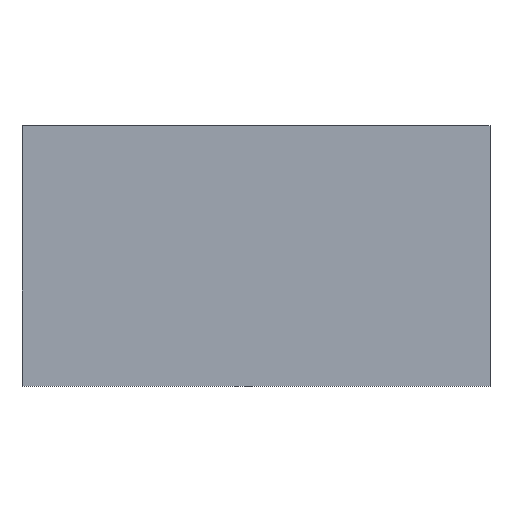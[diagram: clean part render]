
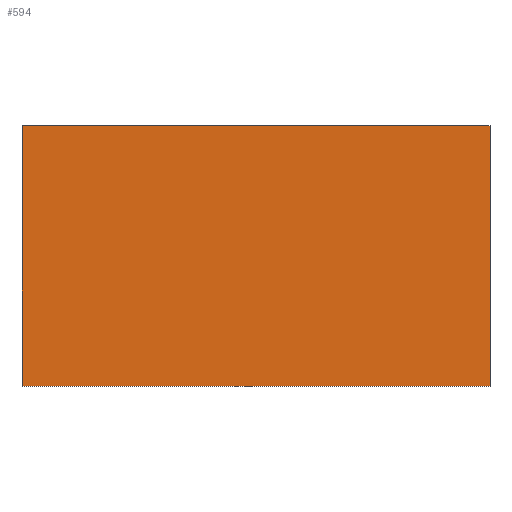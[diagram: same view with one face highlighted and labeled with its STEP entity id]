
A CAD part, top view. The second image highlights one B-rep face of the part: STEP entity #594.
In plain terms, the highlighted planar face has unit normal (0, 0, 1).
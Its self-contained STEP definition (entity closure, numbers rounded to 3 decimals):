
#28=FACE_OUTER_BOUND('',#58,.T.);
#58=EDGE_LOOP('',(#455,#456,#457,#458));
#122=LINE('',#900,#206);
#126=LINE('',#909,#210);
#127=LINE('',#910,#211);
#128=LINE('',#911,#212);
#206=VECTOR('',#730,10.);
#210=VECTOR('',#736,10.);
#211=VECTOR('',#737,10.);
#212=VECTOR('',#738,10.);
#279=VERTEX_POINT('',#898);
#280=VERTEX_POINT('',#899);
#283=VERTEX_POINT('',#907);
#284=VERTEX_POINT('',#908);
#346=EDGE_CURVE('',#279,#280,#122,.T.);
#350=EDGE_CURVE('',#283,#284,#126,.T.);
#351=EDGE_CURVE('',#280,#284,#127,.T.);
#352=EDGE_CURVE('',#279,#283,#128,.T.);
#455=ORIENTED_EDGE('',*,*,#350,.T.);
#456=ORIENTED_EDGE('',*,*,#351,.F.);
#457=ORIENTED_EDGE('',*,*,#346,.F.);
#458=ORIENTED_EDGE('',*,*,#352,.T.);
#564=PLANE('',#638);
#594=ADVANCED_FACE('',(#28),#564,.T.);
#638=AXIS2_PLACEMENT_3D('',#906,#734,#735);
#730=DIRECTION('',(0.,1.,0.));
#734=DIRECTION('center_axis',(0.,0.,1.));
#735=DIRECTION('ref_axis',(1.,0.,0.));
#736=DIRECTION('',(0.,1.,0.));
#737=DIRECTION('',(1.,0.,0.));
#738=DIRECTION('',(1.,0.,0.));
#898=CARTESIAN_POINT('',(-48.,0.,15.));
#899=CARTESIAN_POINT('',(-48.,54.,15.));
#900=CARTESIAN_POINT('',(-48.,0.,15.));
#906=CARTESIAN_POINT('Origin',(-48.,0.,15.));
#907=CARTESIAN_POINT('',(49.,0.,15.));
#908=CARTESIAN_POINT('',(49.,54.,15.));
#909=CARTESIAN_POINT('',(49.,0.,15.));
#910=CARTESIAN_POINT('',(-48.,54.,15.));
#911=CARTESIAN_POINT('',(-48.,0.,15.));
